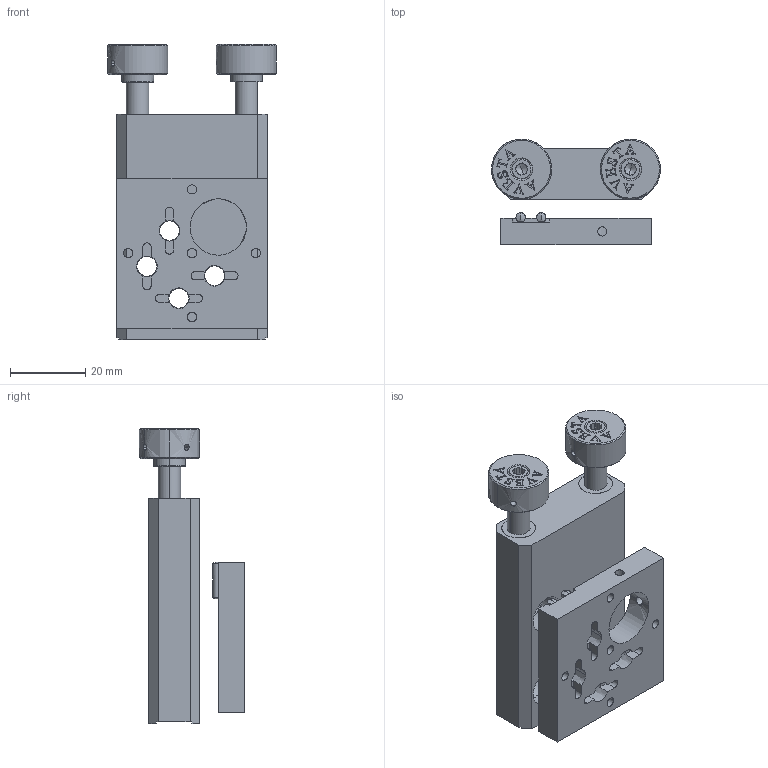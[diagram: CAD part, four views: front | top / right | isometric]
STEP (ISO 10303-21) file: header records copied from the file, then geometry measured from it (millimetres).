
FILE_DESCRIPTION(/* description */ (''),/* implementation_level */ '2;1');
FILE_NAME(/* name */ '01_MMM-TRB',/* time_stamp */ '2024-08-12T14:35:43+03:00',/* author */ (''),/* organization */ (''),/* preprocessor_version */ 'ST-DEVELOPER v15',/* originating_system */ '',/* authorisation */ '');
FILE_SCHEMA (('AUTOMOTIVE_DESIGN'));
Length unit declared in the file: millimetre
Products named in the file (1): Document
Bounding box: 44.99 x 28 x 78.61 mm (x, y, z)
Volume: 38791.3 mm3; surface area: 21203.4 mm2
Topology: 11 solids, 11 shells, 629 faces, 1760 edges, 1152 vertices
Faces by surface type: bspline 317, plane 312
Entity records: 21348 total; most frequent: CARTESIAN_POINT 10703, ORIENTED_EDGE 3468, EDGE_CURVE 1734, VERTEX_POINT 1152, B_SPLINE_CURVE_WITH_KNOTS 1137, EDGE_LOOP 706, ADVANCED_FACE 629, FACE_OUTER_BOUND 629
